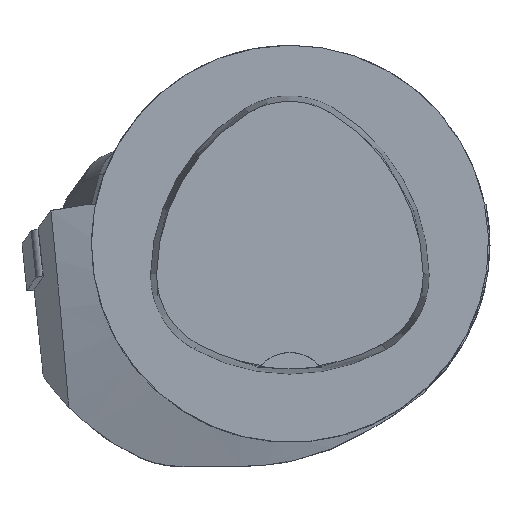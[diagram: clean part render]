
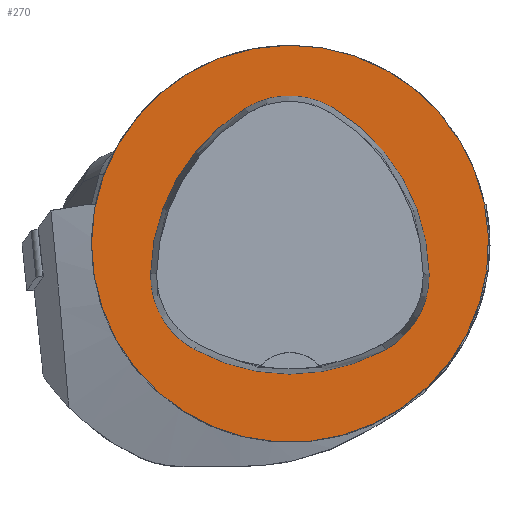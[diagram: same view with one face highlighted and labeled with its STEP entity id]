
A CAD part, top view. The second image highlights one B-rep face of the part: STEP entity #270.
In plain terms, the highlighted planar face has unit normal (0, 0, 1).
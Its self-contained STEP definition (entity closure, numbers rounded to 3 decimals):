
#270=ADVANCED_FACE('',(#673,#674),#344,.T.);
#344=PLANE('',#1839);
#673=FACE_BOUND('',#718,.T.);
#674=FACE_BOUND('',#719,.T.);
#718=EDGE_LOOP('',(#970,#971,#972,#973,#974,#975));
#719=EDGE_LOOP('',(#976));
#970=ORIENTED_EDGE('',*,*,#1527,.T.);
#971=ORIENTED_EDGE('',*,*,#1507,.T.);
#972=ORIENTED_EDGE('',*,*,#1511,.T.);
#973=ORIENTED_EDGE('',*,*,#1514,.T.);
#974=ORIENTED_EDGE('',*,*,#1517,.T.);
#975=ORIENTED_EDGE('',*,*,#1525,.T.);
#976=ORIENTED_EDGE('',*,*,#1487,.F.);
#1312=VERTEX_POINT('',#2672);
#1331=VERTEX_POINT('',#2732);
#1332=VERTEX_POINT('',#2733);
#1335=VERTEX_POINT('',#2741);
#1337=VERTEX_POINT('',#2747);
#1339=VERTEX_POINT('',#2753);
#1346=VERTEX_POINT('',#2774);
#1487=EDGE_CURVE('',#1312,#1312,#1646,.T.);
#1507=EDGE_CURVE('',#1331,#1332,#1647,.T.);
#1511=EDGE_CURVE('',#1332,#1335,#1649,.T.);
#1514=EDGE_CURVE('',#1335,#1337,#1651,.T.);
#1517=EDGE_CURVE('',#1337,#1339,#1653,.T.);
#1525=EDGE_CURVE('',#1339,#1346,#1657,.T.);
#1527=EDGE_CURVE('',#1346,#1331,#1659,.T.);
#1646=CIRCLE('',#1806,20.);
#1647=CIRCLE('',#1817,20.);
#1649=CIRCLE('',#1820,8.5);
#1651=CIRCLE('',#1823,20.);
#1653=CIRCLE('',#1826,8.5);
#1657=CIRCLE('',#1831,20.);
#1659=CIRCLE('',#1834,8.5);
#1806=AXIS2_PLACEMENT_3D('',#2671,#2080,#2081);
#1817=AXIS2_PLACEMENT_3D('',#2731,#2110,#2111);
#1820=AXIS2_PLACEMENT_3D('',#2740,#2118,#2119);
#1823=AXIS2_PLACEMENT_3D('',#2746,#2125,#2126);
#1826=AXIS2_PLACEMENT_3D('',#2752,#2132,#2133);
#1831=AXIS2_PLACEMENT_3D('',#2775,#2144,#2145);
#1834=AXIS2_PLACEMENT_3D('',#2778,#2150,#2151);
#1839=AXIS2_PLACEMENT_3D('',#2783,#2160,#2161);
#2080=DIRECTION('',(0.,0.,-1.));
#2081=DIRECTION('',(-1.,0.,0.));
#2110=DIRECTION('',(0.,0.,-1.));
#2111=DIRECTION('',(-1.,0.,0.));
#2118=DIRECTION('',(0.,0.,-1.));
#2119=DIRECTION('',(-1.,0.,0.));
#2125=DIRECTION('',(0.,0.,-1.));
#2126=DIRECTION('',(-1.,0.,0.));
#2132=DIRECTION('',(0.,0.,-1.));
#2133=DIRECTION('',(-1.,0.,0.));
#2144=DIRECTION('',(0.,0.,-1.));
#2145=DIRECTION('',(-1.,0.,0.));
#2150=DIRECTION('',(0.,0.,-1.));
#2151=DIRECTION('',(-1.,0.,0.));
#2160=DIRECTION('',(0.,0.,1.));
#2161=DIRECTION('',(1.,0.,0.));
#2671=CARTESIAN_POINT('',(0.,0.,0.));
#2672=CARTESIAN_POINT('',(-20.,0.,0.));
#2731=CARTESIAN_POINT('',(5.955,-3.414,0.));
#2732=CARTESIAN_POINT('',(-14.041,-3.042,0.));
#2733=CARTESIAN_POINT('',(-4.472,13.653,0.));
#2740=CARTESIAN_POINT('',(-0.04,6.4,0.));
#2741=CARTESIAN_POINT('',(4.347,13.68,0.));
#2746=CARTESIAN_POINT('',(-5.976,-3.45,0.));
#2747=CARTESIAN_POINT('',(14.021,-3.075,0.));
#2752=CARTESIAN_POINT('',(5.522,-3.235,0.));
#2753=CARTESIAN_POINT('',(9.588,-10.699,0.));
#2774=CARTESIAN_POINT('',(-9.655,-10.639,0.));
#2775=CARTESIAN_POINT('',(0.022,6.864,0.));
#2778=CARTESIAN_POINT('',(-5.543,-3.2,0.));
#2783=CARTESIAN_POINT('',(0.,0.,0.));
